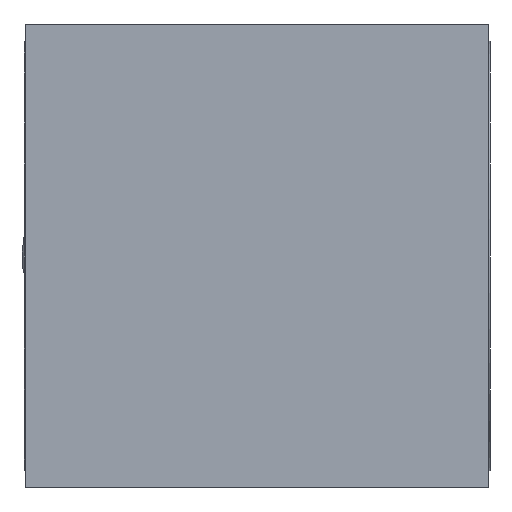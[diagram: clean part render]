
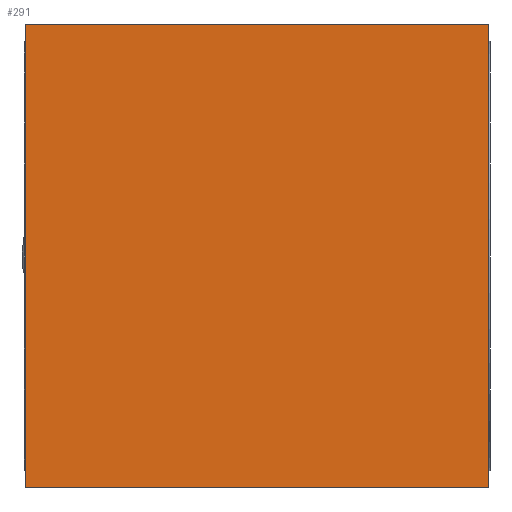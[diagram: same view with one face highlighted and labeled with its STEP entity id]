
A CAD part, left-side view. The second image highlights one B-rep face of the part: STEP entity #291.
In plain terms, the highlighted planar face has unit normal (-1, 0, 0).
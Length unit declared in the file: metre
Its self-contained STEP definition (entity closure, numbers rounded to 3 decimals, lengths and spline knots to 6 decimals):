
#291=ADVANCED_FACE('0:98',(#666),#667,.F.);
#666=FACE_OUTER_BOUND('',#1132,.T.);
#667=PLANE('',#1133);
#1132=EDGE_LOOP('',(#1763,#1764,#1765,#1766));
#1133=AXIS2_PLACEMENT_3D('',#1767,#1768,#1769);
#1763=ORIENTED_EDGE('',*,*,#2757,.F.);
#1764=ORIENTED_EDGE('',*,*,#2745,.T.);
#1765=ORIENTED_EDGE('',*,*,#2760,.F.);
#1766=ORIENTED_EDGE('',*,*,#2748,.F.);
#1767=CARTESIAN_POINT('',(-0.065,-0.016,0.032));
#1768=DIRECTION('',(1.0,0.,0.));
#1769=DIRECTION('',(0.0,0.,1.0));
#2745=EDGE_CURVE('0:170',#3228,#3232,#3234,.T.);
#2748=EDGE_CURVE('0:176',#3237,#3239,#3240,.T.);
#2757=EDGE_CURVE('0:188',#3228,#3237,#3250,.T.);
#2760=EDGE_CURVE('0:194',#3239,#3232,#3253,.T.);
#3228=VERTEX_POINT('',#3865);
#3232=VERTEX_POINT('',#3871);
#3234=LINE('',#3874,#3875);
#3237=VERTEX_POINT('',#3878);
#3239=VERTEX_POINT('',#3881);
#3240=LINE('',#3882,#3883);
#3250=LINE('',#3896,#3897);
#3253=LINE('',#3901,#3902);
#3865=CARTESIAN_POINT('',(-0.065,0.016,0.0));
#3871=CARTESIAN_POINT('',(-0.065,-0.016,0.0));
#3874=CARTESIAN_POINT('',(-0.065,-0.016,0.0));
#3875=VECTOR('',#4633,1.0);
#3878=CARTESIAN_POINT('',(-0.065,0.016,0.032));
#3881=CARTESIAN_POINT('',(-0.065,-0.016,0.032));
#3882=CARTESIAN_POINT('',(-0.065,-0.016,0.032));
#3883=VECTOR('',#4635,1.0);
#3896=CARTESIAN_POINT('',(-0.065,0.016,0.032));
#3897=VECTOR('',#4639,1.0);
#3901=CARTESIAN_POINT('',(-0.065,-0.016,0.032));
#3902=VECTOR('',#4641,1.0);
#4633=DIRECTION('',(0.0,-1.0,0.));
#4635=DIRECTION('',(0.0,-1.0,0.));
#4639=DIRECTION('',(0.,0.,1.0));
#4641=DIRECTION('',(0.,0.,-1.0));
